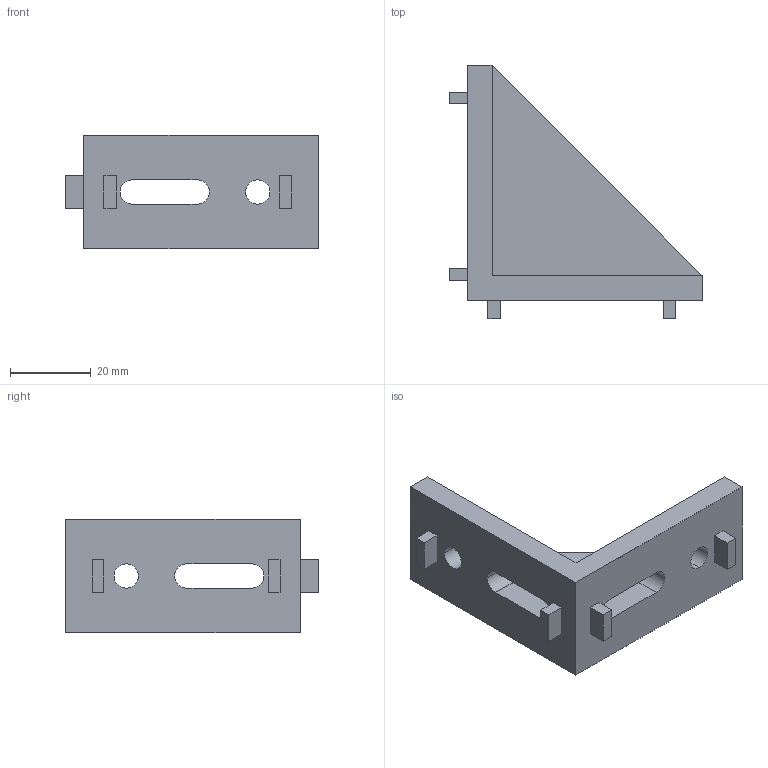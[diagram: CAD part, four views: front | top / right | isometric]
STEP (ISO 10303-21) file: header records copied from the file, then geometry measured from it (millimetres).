
FILE_DESCRIPTION (( 'STEP AP214' ), '1' );
FILE_NAME ('Óãîëîê 28õ58õ58 ïàç 8.STEP', '2022-04-29T13:29:41', ( 'user' ), ( '' ), 'SwSTEP 2.0', 'SolidWorks 2022', '' );
FILE_SCHEMA (( 'AUTOMOTIVE_DESIGN' ));
Length unit declared in the file: millimetre
Products named in the file (1): Óãîëîê 28õ58õ58 ïàç 8
Bounding box: 62.5 x 62.5 x 28 mm (x, y, z)
Volume: 23830.6 mm3; surface area: 10987.2 mm2
Topology: 1 solids, 1 shells, 43 faces, 109 edges, 72 vertices
Faces by surface type: plane 34, cylinder 9
Entity records: 1335 total; most frequent: CARTESIAN_POINT 225, ORIENTED_EDGE 218, DIRECTION 215, EDGE_CURVE 109, LINE 91, VECTOR 91, VERTEX_POINT 72, AXIS2_PLACEMENT_3D 62
